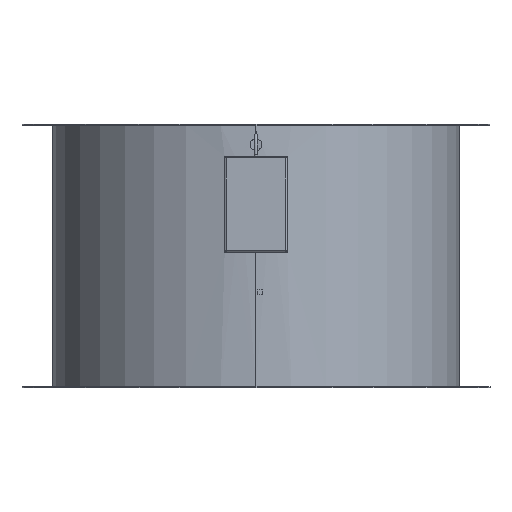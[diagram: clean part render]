
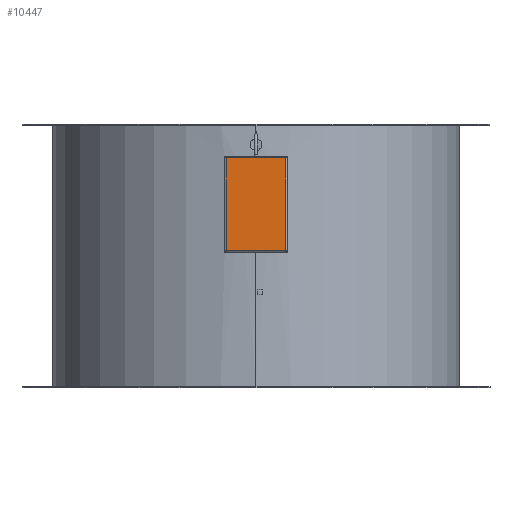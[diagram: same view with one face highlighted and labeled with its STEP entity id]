
A CAD part, left-side view. The second image highlights one B-rep face of the part: STEP entity #10447.
In plain terms, the highlighted planar face has unit normal (-1, 0, 0).
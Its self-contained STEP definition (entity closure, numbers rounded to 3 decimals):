
#1340 = CARTESIAN_POINT ( 'NONE',  ( -377., 45.5, 8. ) ) ;
#2698 = CARTESIAN_POINT ( 'NONE',  ( -377., 45.5, 149. ) ) ;
#3524 = CARTESIAN_POINT ( 'NONE',  ( -377., 0., 78.5 ) ) ;
#4029 = VECTOR ( 'NONE', #19660, 1000. ) ;
#4191 = CARTESIAN_POINT ( 'NONE',  ( -377., 45.5, 78.5 ) ) ;
#4483 = EDGE_CURVE ( 'NONE', #12013, #20134, #8918, .T. ) ;
#4988 = ORIENTED_EDGE ( 'NONE', *, *, #11552, .F. ) ;
#5983 = CARTESIAN_POINT ( 'NONE',  ( -377., 0., 149. ) ) ;
#6611 = ORIENTED_EDGE ( 'NONE', *, *, #6627, .F. ) ;
#6627 = EDGE_CURVE ( 'NONE', #14477, #12013, #14943, .T. ) ;
#7129 = VECTOR ( 'NONE', #20377, 1000. ) ;
#7607 = LINE ( 'NONE', #4191, #17440 ) ;
#8242 = PLANE ( 'NONE',  #12200 ) ;
#8918 = LINE ( 'NONE', #16115, #4029 ) ;
#10447 = ADVANCED_FACE ( 'NONE', ( #17227 ), #8242, .T. ) ;
#10481 = ORIENTED_EDGE ( 'NONE', *, *, #4483, .F. ) ;
#10651 = CARTESIAN_POINT ( 'NONE',  ( -377., -45.5, 149. ) ) ;
#10725 = DIRECTION ( 'NONE',  ( 0., 0., 1. ) ) ;
#10938 = DIRECTION ( 'NONE',  ( 0., 0., 1. ) ) ;
#11552 = EDGE_CURVE ( 'NONE', #13872, #14477, #7607, .T. ) ;
#12013 = VERTEX_POINT ( 'NONE', #10651 ) ;
#12169 = LINE ( 'NONE', #17492, #18699 ) ;
#12200 = AXIS2_PLACEMENT_3D ( 'NONE', #3524, #22980, #10725 ) ;
#13872 = VERTEX_POINT ( 'NONE', #1340 ) ;
#14477 = VERTEX_POINT ( 'NONE', #2698 ) ;
#14943 = LINE ( 'NONE', #5983, #7129 ) ;
#16115 = CARTESIAN_POINT ( 'NONE',  ( -377., -45.5, 78.5 ) ) ;
#17227 = FACE_OUTER_BOUND ( 'NONE', #18414, .T. ) ;
#17440 = VECTOR ( 'NONE', #10938, 1000. ) ;
#17492 = CARTESIAN_POINT ( 'NONE',  ( -377., 0., 8. ) ) ;
#18414 = EDGE_LOOP ( 'NONE', ( #4988, #20852, #10481, #6611 ) ) ;
#18699 = VECTOR ( 'NONE', #19375, 1000. ) ;
#18796 = EDGE_CURVE ( 'NONE', #20134, #13872, #12169, .T. ) ;
#19375 = DIRECTION ( 'NONE',  ( 0., 1., 0. ) ) ;
#19660 = DIRECTION ( 'NONE',  ( 0., 0., -1. ) ) ;
#19964 = CARTESIAN_POINT ( 'NONE',  ( -377., -45.5, 8. ) ) ;
#20134 = VERTEX_POINT ( 'NONE', #19964 ) ;
#20377 = DIRECTION ( 'NONE',  ( 0., -1., 0. ) ) ;
#20852 = ORIENTED_EDGE ( 'NONE', *, *, #18796, .F. ) ;
#22980 = DIRECTION ( 'NONE',  ( -1., 0., 0. ) ) ;
